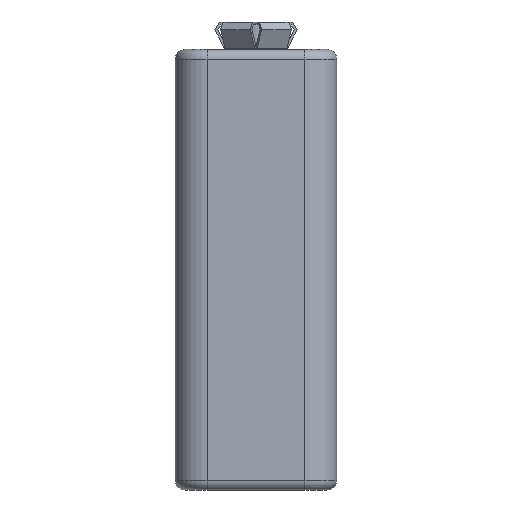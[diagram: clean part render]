
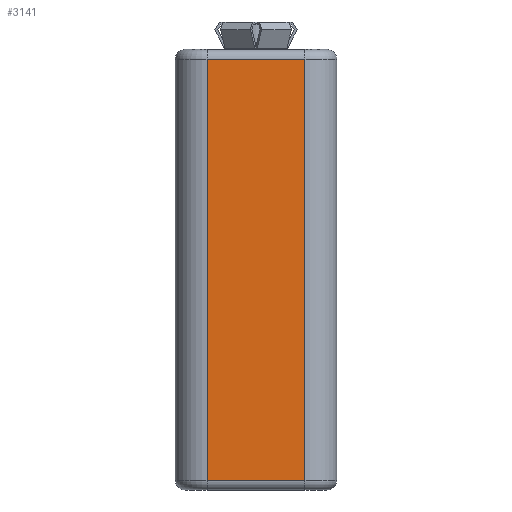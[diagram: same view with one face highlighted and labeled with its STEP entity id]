
A CAD part, left-side view. The second image highlights one B-rep face of the part: STEP entity #3141.
In plain terms, the highlighted planar face has unit normal (-1, 0, 0).
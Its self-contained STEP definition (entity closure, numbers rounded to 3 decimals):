
#535 = CYLINDRICAL_SURFACE('',#536,1.);
#536 = AXIS2_PLACEMENT_3D('',#537,#538,#539);
#537 = CARTESIAN_POINT('',(-11.65,-5.,44.));
#538 = DIRECTION('',(0.,1.,0.));
#539 = DIRECTION('',(-1.,0.,0.));
#745 = VERTEX_POINT('',#746);
#746 = CARTESIAN_POINT('',(-12.65,5.,44.));
#781 = CYLINDRICAL_SURFACE('',#782,3.25);
#782 = AXIS2_PLACEMENT_3D('',#783,#784,#785);
#783 = CARTESIAN_POINT('',(-9.4,5.,0.));
#784 = DIRECTION('',(0.,0.,1.));
#785 = DIRECTION('',(0.,1.,0.));
#853 = VERTEX_POINT('',#854);
#854 = CARTESIAN_POINT('',(-12.65,-5.,44.));
#876 = EDGE_CURVE('',#853,#745,#877,.T.);
#877 = SURFACE_CURVE('',#878,(#882,#889),.PCURVE_S1.);
#878 = LINE('',#879,#880);
#879 = CARTESIAN_POINT('',(-12.65,-5.,44.));
#880 = VECTOR('',#881,1.);
#881 = DIRECTION('',(0.,1.,0.));
#882 = PCURVE('',#535,#883);
#883 = DEFINITIONAL_REPRESENTATION('',(#884),#888);
#884 = LINE('',#885,#886);
#885 = CARTESIAN_POINT('',(0.,0.));
#886 = VECTOR('',#887,1.);
#887 = DIRECTION('',(0.,1.));
#888 = ( GEOMETRIC_REPRESENTATION_CONTEXT(2) 
PARAMETRIC_REPRESENTATION_CONTEXT() REPRESENTATION_CONTEXT('2D SPACE',''
  ) );
#889 = PCURVE('',#890,#895);
#890 = PLANE('',#891);
#891 = AXIS2_PLACEMENT_3D('',#892,#893,#894);
#892 = CARTESIAN_POINT('',(-12.65,-8.25,0.));
#893 = DIRECTION('',(-1.,0.,0.));
#894 = DIRECTION('',(0.,1.,0.));
#895 = DEFINITIONAL_REPRESENTATION('',(#896),#900);
#896 = LINE('',#897,#898);
#897 = CARTESIAN_POINT('',(3.25,-44.));
#898 = VECTOR('',#899,1.);
#899 = DIRECTION('',(1.,0.));
#900 = ( GEOMETRIC_REPRESENTATION_CONTEXT(2) 
PARAMETRIC_REPRESENTATION_CONTEXT() REPRESENTATION_CONTEXT('2D SPACE',''
  ) );
#995 = CYLINDRICAL_SURFACE('',#996,3.25);
#996 = AXIS2_PLACEMENT_3D('',#997,#998,#999);
#997 = CARTESIAN_POINT('',(-9.4,-5.,0.));
#998 = DIRECTION('',(0.,0.,1.));
#999 = DIRECTION('',(0.,-1.,0.));
#3037 = VERTEX_POINT('',#3038);
#3038 = CARTESIAN_POINT('',(-12.65,5.,1.));
#3065 = EDGE_CURVE('',#3037,#745,#3066,.T.);
#3066 = SURFACE_CURVE('',#3067,(#3071,#3078),.PCURVE_S1.);
#3067 = LINE('',#3068,#3069);
#3068 = CARTESIAN_POINT('',(-12.65,5.,0.));
#3069 = VECTOR('',#3070,1.);
#3070 = DIRECTION('',(0.,0.,1.));
#3071 = PCURVE('',#781,#3072);
#3072 = DEFINITIONAL_REPRESENTATION('',(#3073),#3077);
#3073 = LINE('',#3074,#3075);
#3074 = CARTESIAN_POINT('',(1.571,0.));
#3075 = VECTOR('',#3076,1.);
#3076 = DIRECTION('',(0.,1.));
#3077 = ( GEOMETRIC_REPRESENTATION_CONTEXT(2) 
PARAMETRIC_REPRESENTATION_CONTEXT() REPRESENTATION_CONTEXT('2D SPACE',''
  ) );
#3078 = PCURVE('',#890,#3079);
#3079 = DEFINITIONAL_REPRESENTATION('',(#3080),#3084);
#3080 = LINE('',#3081,#3082);
#3081 = CARTESIAN_POINT('',(13.25,0.));
#3082 = VECTOR('',#3083,1.);
#3083 = DIRECTION('',(0.,-1.));
#3084 = ( GEOMETRIC_REPRESENTATION_CONTEXT(2) 
PARAMETRIC_REPRESENTATION_CONTEXT() REPRESENTATION_CONTEXT('2D SPACE',''
  ) );
#3141 = ADVANCED_FACE('',(#3142),#890,.T.);
#3142 = FACE_BOUND('',#3143,.T.);
#3143 = EDGE_LOOP('',(#3144,#3167,#3168,#3169));
#3144 = ORIENTED_EDGE('',*,*,#3145,.T.);
#3145 = EDGE_CURVE('',#3146,#853,#3148,.T.);
#3146 = VERTEX_POINT('',#3147);
#3147 = CARTESIAN_POINT('',(-12.65,-5.,1.));
#3148 = SURFACE_CURVE('',#3149,(#3153,#3160),.PCURVE_S1.);
#3149 = LINE('',#3150,#3151);
#3150 = CARTESIAN_POINT('',(-12.65,-5.,0.));
#3151 = VECTOR('',#3152,1.);
#3152 = DIRECTION('',(0.,0.,1.));
#3153 = PCURVE('',#890,#3154);
#3154 = DEFINITIONAL_REPRESENTATION('',(#3155),#3159);
#3155 = LINE('',#3156,#3157);
#3156 = CARTESIAN_POINT('',(3.25,0.));
#3157 = VECTOR('',#3158,1.);
#3158 = DIRECTION('',(0.,-1.));
#3159 = ( GEOMETRIC_REPRESENTATION_CONTEXT(2) 
PARAMETRIC_REPRESENTATION_CONTEXT() REPRESENTATION_CONTEXT('2D SPACE',''
  ) );
#3160 = PCURVE('',#995,#3161);
#3161 = DEFINITIONAL_REPRESENTATION('',(#3162),#3166);
#3162 = LINE('',#3163,#3164);
#3163 = CARTESIAN_POINT('',(-1.571,0.));
#3164 = VECTOR('',#3165,1.);
#3165 = DIRECTION('',(-0.,1.));
#3166 = ( GEOMETRIC_REPRESENTATION_CONTEXT(2) 
PARAMETRIC_REPRESENTATION_CONTEXT() REPRESENTATION_CONTEXT('2D SPACE',''
  ) );
#3167 = ORIENTED_EDGE('',*,*,#876,.T.);
#3168 = ORIENTED_EDGE('',*,*,#3065,.F.);
#3169 = ORIENTED_EDGE('',*,*,#3170,.F.);
#3170 = EDGE_CURVE('',#3146,#3037,#3171,.T.);
#3171 = SURFACE_CURVE('',#3172,(#3176,#3183),.PCURVE_S1.);
#3172 = LINE('',#3173,#3174);
#3173 = CARTESIAN_POINT('',(-12.65,-5.,1.));
#3174 = VECTOR('',#3175,1.);
#3175 = DIRECTION('',(0.,1.,0.));
#3176 = PCURVE('',#890,#3177);
#3177 = DEFINITIONAL_REPRESENTATION('',(#3178),#3182);
#3178 = LINE('',#3179,#3180);
#3179 = CARTESIAN_POINT('',(3.25,-1.));
#3180 = VECTOR('',#3181,1.);
#3181 = DIRECTION('',(1.,0.));
#3182 = ( GEOMETRIC_REPRESENTATION_CONTEXT(2) 
PARAMETRIC_REPRESENTATION_CONTEXT() REPRESENTATION_CONTEXT('2D SPACE',''
  ) );
#3183 = PCURVE('',#3184,#3189);
#3184 = CYLINDRICAL_SURFACE('',#3185,1.);
#3185 = AXIS2_PLACEMENT_3D('',#3186,#3187,#3188);
#3186 = CARTESIAN_POINT('',(-11.65,-5.,1.));
#3187 = DIRECTION('',(0.,1.,0.));
#3188 = DIRECTION('',(-1.,0.,0.));
#3189 = DEFINITIONAL_REPRESENTATION('',(#3190),#3194);
#3190 = LINE('',#3191,#3192);
#3191 = CARTESIAN_POINT('',(-0.,0.));
#3192 = VECTOR('',#3193,1.);
#3193 = DIRECTION('',(-0.,1.));
#3194 = ( GEOMETRIC_REPRESENTATION_CONTEXT(2) 
PARAMETRIC_REPRESENTATION_CONTEXT() REPRESENTATION_CONTEXT('2D SPACE',''
  ) );
